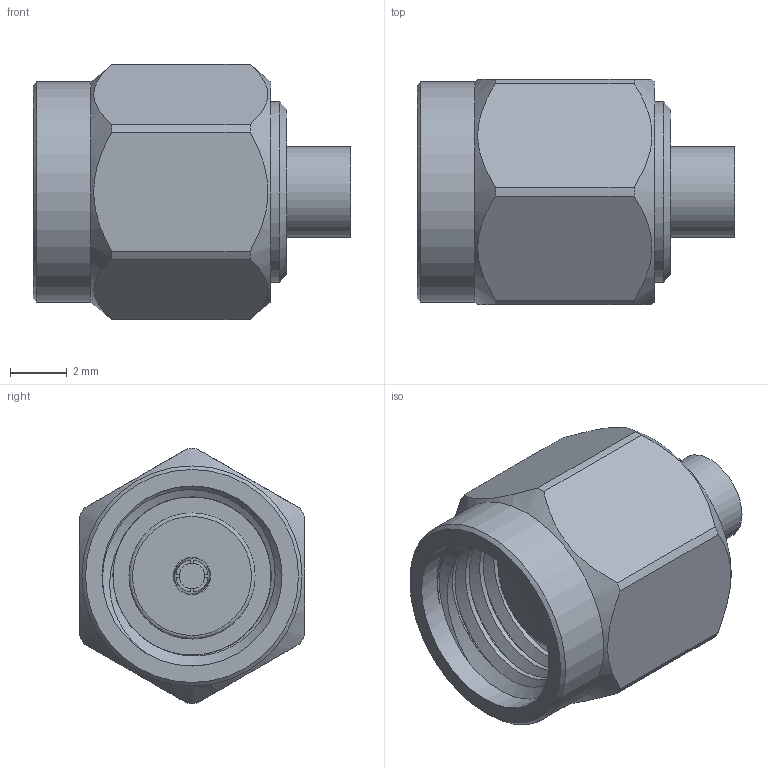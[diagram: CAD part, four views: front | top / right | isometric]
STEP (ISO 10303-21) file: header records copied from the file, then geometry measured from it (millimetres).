
FILE_DESCRIPTION (( 'STEP AP203' ), '1' );
FILE_NAME ('PE45810_3D.step', '2021-10-18T16:09:11', ( '' ), ( '' ), 'SwSTEP 2.0', 'SolidWorks 2021', '' );
FILE_SCHEMA (( 'CONFIG_CONTROL_DESIGN' ));
Length unit declared in the file: inch
Products named in the file (1): PE45810_3D
Bounding box: 11.2 x 7.94 x 8.99 mm (x, y, z)
Volume: 350.9 mm3; surface area: 665.5 mm2
Topology: 3 solids, 3 shells, 74 faces, 192 edges, 130 vertices
Faces by surface type: plane 34, cylinder 26, cone 10, bspline 4
Full cylindrical faces by diameter (mm): 0.5 x1, 0.508 x1, 0.6 x1, 0.914 x1, 1.27 x1, 1.321 x1, 2.2 x1, 2.24 x1, 3.2 x1, 4.445 x1, 6.35 x7, 6.604 x1, 7.762 x1
Entity records: 4173 total; most frequent: CARTESIAN_POINT 2569, ORIENTED_EDGE 312, DIRECTION 286, EDGE_CURVE 156, AXIS2_PLACEMENT_3D 125, VERTEX_POINT 124, EDGE_LOOP 104, FACE_OUTER_BOUND 83
